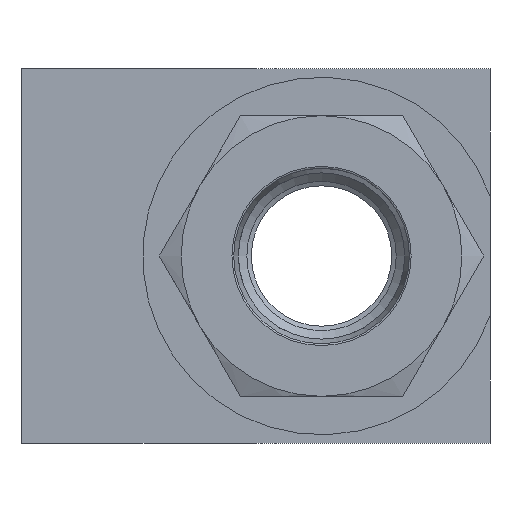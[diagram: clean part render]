
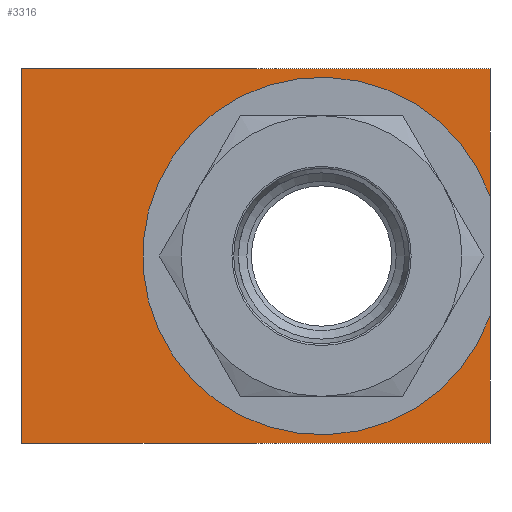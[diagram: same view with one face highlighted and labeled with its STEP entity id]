
A CAD part, left-side view. The second image highlights one B-rep face of the part: STEP entity #3316.
In plain terms, the highlighted planar face has unit normal (-1, 0, 0).
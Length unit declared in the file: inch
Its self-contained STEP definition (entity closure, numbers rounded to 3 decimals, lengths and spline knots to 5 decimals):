
#2717=CARTESIAN_POINT('',(-0.9375,0.0,1.0));
#2718=VERTEX_POINT('',#2717);
#2719=CARTESIAN_POINT('',(-0.9375,2.5,1.0));
#2720=VERTEX_POINT('',#2719);
#2721=CARTESIAN_POINT('',(-0.9375,0.0,1.0));
#2722=DIRECTION('',(0.0,1.0,0.0));
#2723=VECTOR('',#2722,2.5);
#2724=LINE('',#2721,#2723);
#2725=EDGE_CURVE('',#2718,#2720,#2724,.T.);
#3252=CARTESIAN_POINT('',(-0.9375,0.0,-0.31941));
#3253=VERTEX_POINT('',#3252);
#3261=CARTESIAN_POINT('',(-0.9375,0.0,0.31941));
#3262=VERTEX_POINT('',#3261);
#3269=CARTESIAN_POINT('',(-0.9375,0.9,0.0));
#3270=DIRECTION('',(1.0,0.0,0.0));
#3271=DIRECTION('',(0.0,0.0,1.0));
#3272=AXIS2_PLACEMENT_3D('',#3269,#3270,#3271);
#3273=CIRCLE('',#3272,0.955);
#3274=EDGE_CURVE('',#3253,#3262,#3273,.T.);
#3279=CARTESIAN_POINT('',(-0.9375,0.0,0.0));
#3280=DIRECTION('',(-1.0,0.0,0.0));
#3281=DIRECTION('',(0.0,0.0,1.0));
#3282=AXIS2_PLACEMENT_3D('',#3279,#3280,#3281);
#3283=PLANE('',#3282);
#3284=ORIENTED_EDGE('',*,*,#3274,.T.);
#3285=CARTESIAN_POINT('',(-0.9375,0.0,1.0));
#3286=DIRECTION('',(0.0,0.0,-1.0));
#3287=VECTOR('',#3286,0.68059);
#3288=LINE('',#3285,#3287);
#3289=EDGE_CURVE('',#2718,#3262,#3288,.T.);
#3290=ORIENTED_EDGE('',*,*,#3289,.F.);
#3291=ORIENTED_EDGE('',*,*,#2725,.T.);
#3292=CARTESIAN_POINT('',(-0.9375,2.5,-1.0));
#3293=VERTEX_POINT('',#3292);
#3294=CARTESIAN_POINT('',(-0.9375,2.5,-1.0));
#3295=DIRECTION('',(0.0,0.0,1.0));
#3296=VECTOR('',#3295,2.0);
#3297=LINE('',#3294,#3296);
#3298=EDGE_CURVE('',#3293,#2720,#3297,.T.);
#3299=ORIENTED_EDGE('',*,*,#3298,.F.);
#3300=CARTESIAN_POINT('',(-0.9375,0.0,-1.0));
#3301=VERTEX_POINT('',#3300);
#3302=CARTESIAN_POINT('',(-0.9375,2.5,-1.0));
#3303=DIRECTION('',(0.0,-1.0,0.0));
#3304=VECTOR('',#3303,2.5);
#3305=LINE('',#3302,#3304);
#3306=EDGE_CURVE('',#3293,#3301,#3305,.T.);
#3307=ORIENTED_EDGE('',*,*,#3306,.T.);
#3308=CARTESIAN_POINT('',(-0.9375,0.0,-0.31941));
#3309=DIRECTION('',(0.0,0.0,-1.0));
#3310=VECTOR('',#3309,0.68059);
#3311=LINE('',#3308,#3310);
#3312=EDGE_CURVE('',#3253,#3301,#3311,.T.);
#3313=ORIENTED_EDGE('',*,*,#3312,.F.);
#3314=EDGE_LOOP('',(#3284,#3290,#3291,#3299,#3307,#3313));
#3315=FACE_OUTER_BOUND('',#3314,.T.);
#3316=ADVANCED_FACE('',(#3315),#3283,.T.);
